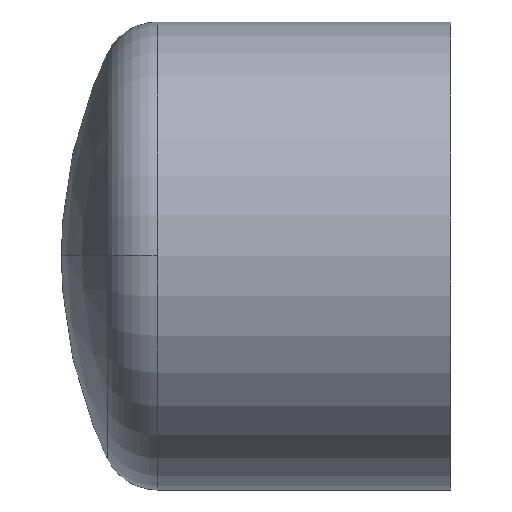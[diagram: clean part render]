
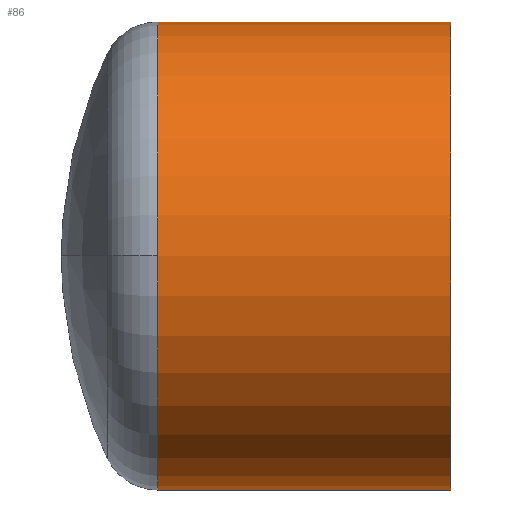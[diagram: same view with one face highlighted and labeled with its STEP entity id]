
A CAD part, top view. The second image highlights one B-rep face of the part: STEP entity #86.
In plain terms, the highlighted cylindrical face has radius 157.5 mm (diameter 315 mm), a partial arc.
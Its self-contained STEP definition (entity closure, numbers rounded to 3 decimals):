
#86 = ADVANCED_FACE( '', ( #223 ), #224, .T. );
#120 = VERTEX_POINT( '', #261 );
#126 = VERTEX_POINT( '', #267 );
#134 = EDGE_CURVE( '', #126, #120, #277, .T. );
#140 = VERTEX_POINT( '', #283 );
#142 = EDGE_CURVE( '', #140, #148, #285, .T. );
#148 = VERTEX_POINT( '', #291 );
#156 = VERTEX_POINT( '', #299 );
#160 = EDGE_CURVE( '', #126, #140, #303, .T. );
#168 = EDGE_CURVE( '', #120, #156, #314, .T. );
#188 = EDGE_CURVE( '', #156, #148, #335, .T. );
#223 = FACE_OUTER_BOUND( '', #363, .T. );
#224 = CYLINDRICAL_SURFACE( '', #364, 157.5 );
#261 = CARTESIAN_POINT( '', ( 0., -157.5, 0. ) );
#267 = CARTESIAN_POINT( '', ( -197.275, -157.5, 0. ) );
#277 = LINE( '', #428, #429 );
#283 = CARTESIAN_POINT( '', ( -197.275, 0., 157.5 ) );
#285 = CIRCLE( '', #441, 157.5 );
#291 = CARTESIAN_POINT( '', ( -197.275, 157.5, 0. ) );
#299 = CARTESIAN_POINT( '', ( 0., 157.5, 0. ) );
#303 = CIRCLE( '', #463, 157.5 );
#314 = CIRCLE( '', #476, 157.5 );
#335 = LINE( '', #504, #505 );
#363 = EDGE_LOOP( '', ( #535, #536, #537, #538, #539 ) );
#364 = AXIS2_PLACEMENT_3D( '', #540, #541, #542 );
#428 = CARTESIAN_POINT( '', ( -98.638, -157.5, 0. ) );
#429 = VECTOR( '', #622, 1. );
#441 = AXIS2_PLACEMENT_3D( '', #627, #628, #629 );
#463 = AXIS2_PLACEMENT_3D( '', #639, #640, #641 );
#476 = AXIS2_PLACEMENT_3D( '', #660, #661, #662 );
#504 = CARTESIAN_POINT( '', ( -98.638, 157.5, 0. ) );
#505 = VECTOR( '', #682, 1. );
#535 = ORIENTED_EDGE( '', *, *, #188, .T. );
#536 = ORIENTED_EDGE( '', *, *, #142, .F. );
#537 = ORIENTED_EDGE( '', *, *, #160, .F. );
#538 = ORIENTED_EDGE( '', *, *, #134, .T. );
#539 = ORIENTED_EDGE( '', *, *, #168, .T. );
#540 = CARTESIAN_POINT( '', ( -98.638, 0., 0. ) );
#541 = DIRECTION( '', ( 1., 0., 0. ) );
#542 = DIRECTION( '', ( 0., 1., 0. ) );
#622 = DIRECTION( '', ( 1., 0., 0. ) );
#627 = CARTESIAN_POINT( '', ( -197.275, 0., 0. ) );
#628 = DIRECTION( '', ( -1., 0., 0. ) );
#629 = DIRECTION( '', ( 0., 1., 0. ) );
#639 = CARTESIAN_POINT( '', ( -197.275, 0., 0. ) );
#640 = DIRECTION( '', ( -1., 0., 0. ) );
#641 = DIRECTION( '', ( 0., 1., 0. ) );
#660 = CARTESIAN_POINT( '', ( 0., 0., 0. ) );
#661 = DIRECTION( '', ( -1., 0., 0. ) );
#662 = DIRECTION( '', ( 0., 1., 0. ) );
#682 = DIRECTION( '', ( -1., 0., 0. ) );
